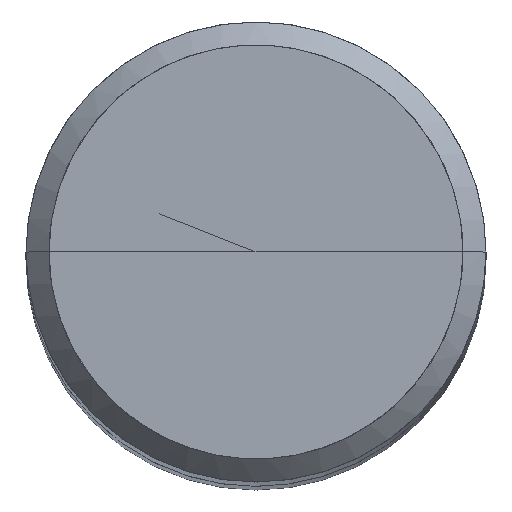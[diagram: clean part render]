
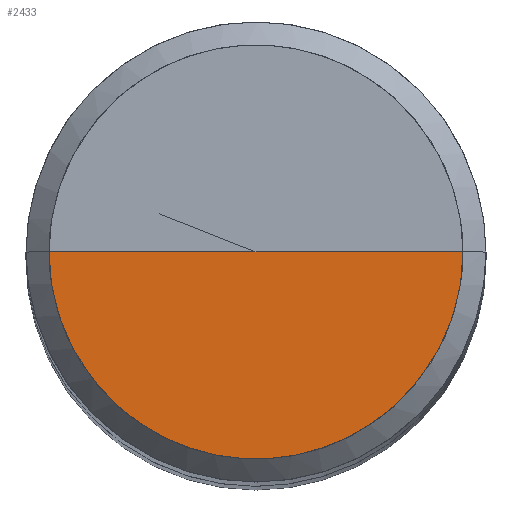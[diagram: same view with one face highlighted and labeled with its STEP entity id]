
A CAD part, top view. The second image highlights one B-rep face of the part: STEP entity #2433.
In plain terms, the highlighted free-form (B-spline) face has degree [1, 2] with [2, 5] control points.
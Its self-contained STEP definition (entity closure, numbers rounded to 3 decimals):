
#2120=CARTESIAN_POINT('',(4.5,0.0,49.0));
#2124=CARTESIAN_POINT('',(-4.5,0.0,49.0));
#2125=CARTESIAN_POINT('',(0.0,0.0,49.0));
#2132=CARTESIAN_POINT('',(-4.5,-4.5,49.0));
#2133=CARTESIAN_POINT('',(0.0,-4.5,49.0));
#2134=CARTESIAN_POINT('',(4.5,-4.5,49.0));
#2418=(
BOUNDED_SURFACE()
B_SPLINE_SURFACE(1,2,(
(#2124,#2132,#2133,#2134,#2120),
(#2125,#2125,#2125,#2125,#2125)
), .UNSPECIFIED.,.F.,.F.,.F.)
B_SPLINE_SURFACE_WITH_KNOTS((2,2),(3,2,3),(
0.0,1.0),(
0.0,0.5,1.0), .UNSPECIFIED.)
GEOMETRIC_REPRESENTATION_ITEM()
RATIONAL_B_SPLINE_SURFACE(((1.0,0.707,1.0,0.707,1.0),
(1.0,0.707,1.0,0.707,1.0)
))
REPRESENTATION_ITEM('')
SURFACE()
);
#2419=(
BOUNDED_CURVE()
B_SPLINE_CURVE(2,(#2120,#2134,#2133,#2132,#2124),.UNSPECIFIED.,.F.,.F.)
B_SPLINE_CURVE_WITH_KNOTS((3,2,3),
(0.0,0.5,1.0),.UNSPECIFIED.)
CURVE()
GEOMETRIC_REPRESENTATION_ITEM()
RATIONAL_B_SPLINE_CURVE((1.0,0.707,1.0,0.707,1.0))
REPRESENTATION_ITEM('')
);
#2420=(
BOUNDED_CURVE()
B_SPLINE_CURVE(1,(#2124,#2125),.UNSPECIFIED.,.F.,.F.)
B_SPLINE_CURVE_WITH_KNOTS((2,2),
(0.0,1.0),.UNSPECIFIED.)
CURVE()
GEOMETRIC_REPRESENTATION_ITEM()
RATIONAL_B_SPLINE_CURVE((1.0,1.0))
REPRESENTATION_ITEM('')
);
#2421=(
BOUNDED_CURVE()
B_SPLINE_CURVE(1,(#2125,#2120),.UNSPECIFIED.,.F.,.F.)
B_SPLINE_CURVE_WITH_KNOTS((2,2),
(0.0,1.0),.UNSPECIFIED.)
CURVE()
GEOMETRIC_REPRESENTATION_ITEM()
RATIONAL_B_SPLINE_CURVE((1.0,1.0))
REPRESENTATION_ITEM('')
);
#2422=VERTEX_POINT('',#2120);
#2423=VERTEX_POINT('',#2124);
#2424=VERTEX_POINT('',#2125);
#2425=EDGE_CURVE('',#2422,#2423,#2419,.T.);
#2426=EDGE_CURVE('',#2423,#2424,#2420,.T.);
#2427=EDGE_CURVE('',#2424,#2422,#2421,.T.);
#2428=ORIENTED_EDGE('',*,*,#2425,.T.);
#2429=ORIENTED_EDGE('',*,*,#2426,.T.);
#2430=ORIENTED_EDGE('',*,*,#2427,.T.);
#2431=EDGE_LOOP('',(#2428,#2429,#2430));
#2432=FACE_OUTER_BOUND('',#2431,.T.);
#2433=ADVANCED_FACE('',(#2432),#2418,.T.);
